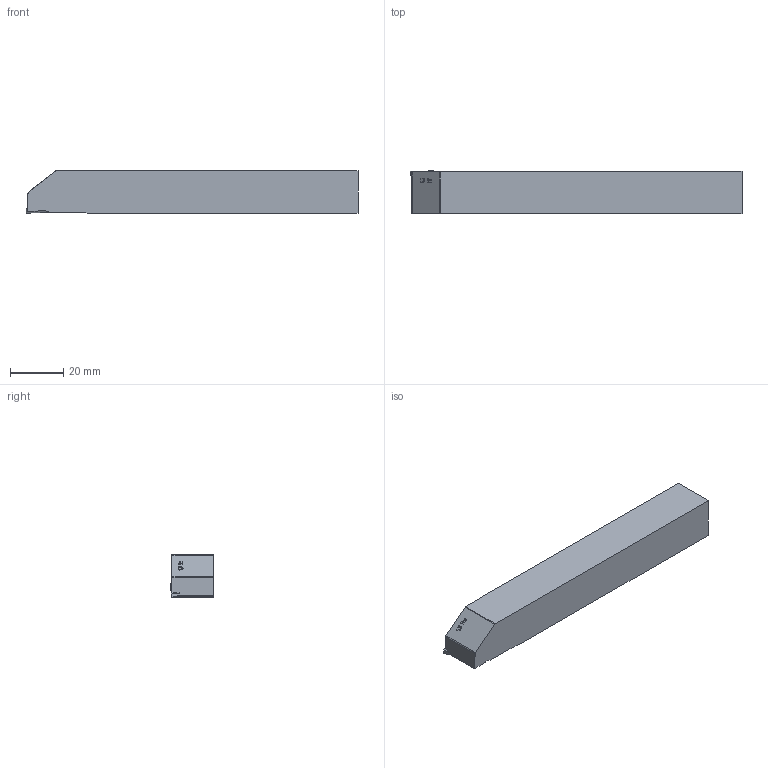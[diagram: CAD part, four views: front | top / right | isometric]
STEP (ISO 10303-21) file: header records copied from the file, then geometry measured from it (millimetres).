
FILE_DESCRIPTION (( 'STEP AP214' ), '1' );
FILE_NAME ('ISO-339-04.STEP', '2018-09-06T06:41:21', ( '' ), ( '' ), 'SwSTEP 2.0', 'SolidWorks 2018', '' );
FILE_SCHEMA (( 'AUTOMOTIVE_DESIGN' ));
Length unit declared in the file: millimetre
Products named in the file (1): ISO-339-04
Bounding box: 125 x 16.31 x 16 mm (x, y, z)
Volume: 30850.7 mm3; surface area: 8382.7 mm2
Topology: 1 solids, 1 shells, 116 faces, 332 edges, 220 vertices
Faces by surface type: plane 58, bspline 44, cylinder 9, cone 2, sphere 2, torus 1
Entity records: 5409 total; most frequent: CARTESIAN_POINT 2492, ORIENTED_EDGE 664, DIRECTION 407, EDGE_CURVE 332, VERTEX_POINT 220, VECTOR 209, LINE 209, EDGE_LOOP 124
